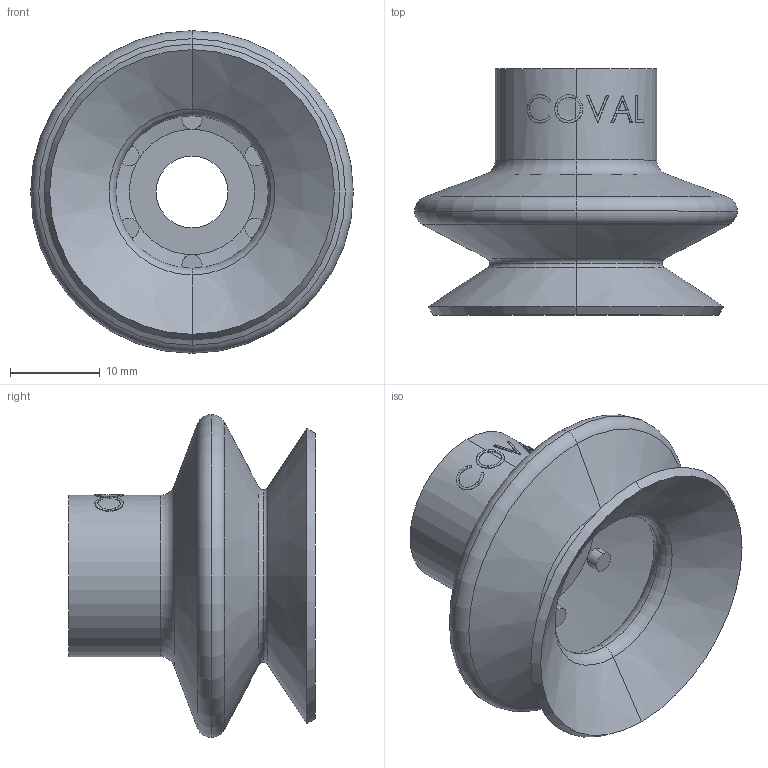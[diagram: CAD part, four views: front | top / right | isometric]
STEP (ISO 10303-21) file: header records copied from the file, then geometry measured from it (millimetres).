
FILE_DESCRIPTION(('STEP AP214'),'1');
FILE_NAME('COVAL_VSA33SIT5.stp','2017-12-27T18:36:13',('TraceParts'),('TraceParts S.A.'),'Spatial InterOp 3D',' ',' ');
FILE_SCHEMA(('automotive_design'));
Length unit declared in the file: millimetre
Products named in the file (1): COVAL_VSA33SIT5
Bounding box: 36 x 27.5 x 36 mm (x, y, z)
Volume: 5667.7 mm3; surface area: 6313.7 mm2
Topology: 1 solids, 1 shells, 108 faces, 263 edges, 161 vertices
Faces by surface type: bspline 29, cylinder 25, plane 22, torus 18, cone 14
Entity records: 8869 total; most frequent: CARTESIAN_POINT 5715, ORIENTED_EDGE 522, DIRECTION 398, EDGE_CURVE 261, AXIS2_PLACEMENT_3D 176, VERTEX_POINT 160, B_SPLINE_CURVE_WITH_KNOTS 119, EDGE_LOOP 115
